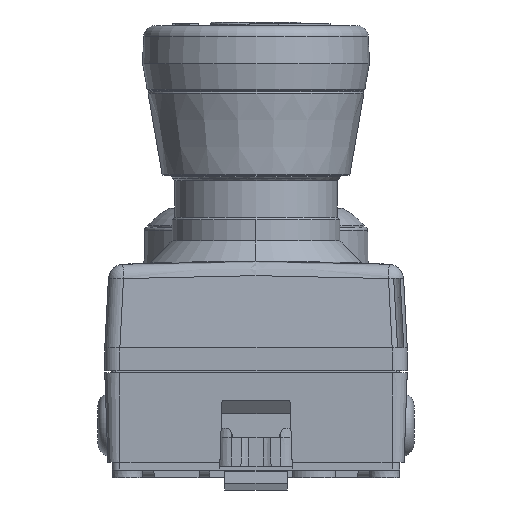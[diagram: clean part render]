
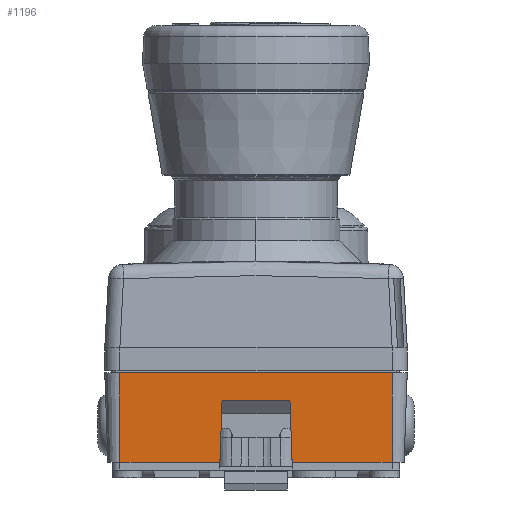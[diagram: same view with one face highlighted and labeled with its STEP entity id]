
A CAD part, left-side view. The second image highlights one B-rep face of the part: STEP entity #1196.
In plain terms, the highlighted planar face has unit normal (-0.999, 0, -0.035).
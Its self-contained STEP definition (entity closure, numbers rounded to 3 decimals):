
#1196=ADVANCED_FACE('',(#1851),#1539,.T.);
#1539=PLANE('',#11042);
#1851=FACE_OUTER_BOUND('',#2330,.T.);
#2330=EDGE_LOOP('',(#6525,#6526,#6527,#6528,#6529,#6530,#6531,#6532));
#2811=LINE('',#19273,#3972);
#2939=LINE('',#20260,#4100);
#2941=LINE('',#20269,#4102);
#3407=LINE('',#21683,#4568);
#3408=LINE('',#21685,#4569);
#3409=LINE('',#21687,#4570);
#3410=LINE('',#21689,#4571);
#3411=LINE('',#21690,#4572);
#3972=VECTOR('',#11903,1.);
#4100=VECTOR('',#12249,1.);
#4102=VECTOR('',#12257,1.);
#4568=VECTOR('',#13191,1.);
#4569=VECTOR('',#13194,1.);
#4570=VECTOR('',#13195,1.);
#4571=VECTOR('',#13196,1.);
#4572=VECTOR('',#13197,1.);
#6525=ORIENTED_EDGE('',*,*,#9910,.T.);
#6526=ORIENTED_EDGE('',*,*,#9911,.F.);
#6527=ORIENTED_EDGE('',*,*,#9912,.F.);
#6528=ORIENTED_EDGE('',*,*,#9339,.T.);
#6529=ORIENTED_EDGE('',*,*,#9913,.T.);
#6530=ORIENTED_EDGE('',*,*,#9153,.T.);
#6531=ORIENTED_EDGE('',*,*,#9343,.T.);
#6532=ORIENTED_EDGE('',*,*,#9909,.T.);
#7842=VERTEX_POINT('',#19272);
#7843=VERTEX_POINT('',#19274);
#7971=VERTEX_POINT('',#20261);
#7972=VERTEX_POINT('',#20262);
#7974=VERTEX_POINT('',#20268);
#8394=VERTEX_POINT('',#21682);
#8395=VERTEX_POINT('',#21686);
#8396=VERTEX_POINT('',#21688);
#9153=EDGE_CURVE('',#7843,#7842,#2811,.T.);
#9339=EDGE_CURVE('',#7971,#7972,#2939,.T.);
#9343=EDGE_CURVE('',#7842,#7974,#2941,.T.);
#9909=EDGE_CURVE('',#7974,#8394,#3407,.T.);
#9910=EDGE_CURVE('',#8394,#8395,#3408,.T.);
#9911=EDGE_CURVE('',#8396,#8395,#3409,.T.);
#9912=EDGE_CURVE('',#7971,#8396,#3410,.T.);
#9913=EDGE_CURVE('',#7972,#7843,#3411,.T.);
#11042=AXIS2_PLACEMENT_3D('',#21691,#13198,#13199);
#11903=DIRECTION('',(-0.035,-0.035,0.999));
#12249=DIRECTION('',(0.035,0.,-0.999));
#12257=DIRECTION('',(0.,-1.,0.));
#13191=DIRECTION('',(0.035,-0.035,-0.999));
#13194=DIRECTION('',(0.,-1.,0.));
#13195=DIRECTION('',(0.035,0.,-0.999));
#13196=DIRECTION('',(0.,-1.,0.));
#13197=DIRECTION('',(0.,-1.,0.));
#13198=DIRECTION('',(-0.999,0.,-0.035));
#13199=DIRECTION('',(0.,1.,0.));
#19272=CARTESIAN_POINT('',(-54.173,1.989,-3.78));
#19273=CARTESIAN_POINT('',(-53.886,2.276,-12.));
#19274=CARTESIAN_POINT('',(-53.886,2.276,-12.));
#20260=CARTESIAN_POINT('',(-54.3,15.5,-0.15));
#20261=CARTESIAN_POINT('',(-54.3,15.5,-0.15));
#20262=CARTESIAN_POINT('',(-53.886,15.5,-12.));
#20268=CARTESIAN_POINT('',(-54.173,-6.989,-3.78));
#20269=CARTESIAN_POINT('',(-54.173,1.989,-3.78));
#21682=CARTESIAN_POINT('',(-53.886,-7.276,-12.));
#21683=CARTESIAN_POINT('',(-54.173,-6.989,-3.78));
#21685=CARTESIAN_POINT('',(-53.886,-7.276,-12.));
#21686=CARTESIAN_POINT('',(-53.886,-20.5,-12.));
#21687=CARTESIAN_POINT('',(-54.3,-20.5,-0.15));
#21688=CARTESIAN_POINT('',(-54.3,-20.5,-0.15));
#21689=CARTESIAN_POINT('',(-54.3,15.5,-0.15));
#21690=CARTESIAN_POINT('',(-53.886,15.5,-12.));
#21691=CARTESIAN_POINT('',(-54.3,15.5,-0.15));
